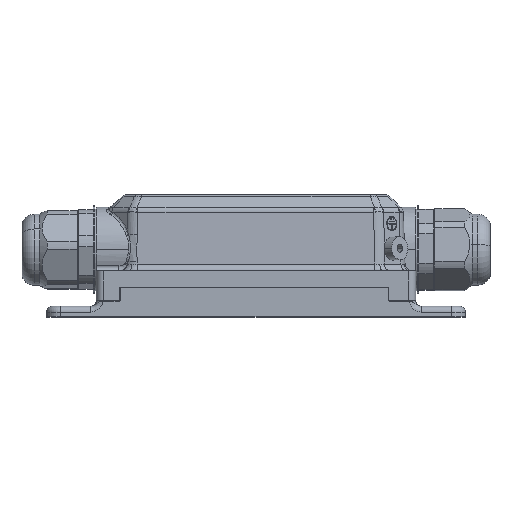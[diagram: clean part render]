
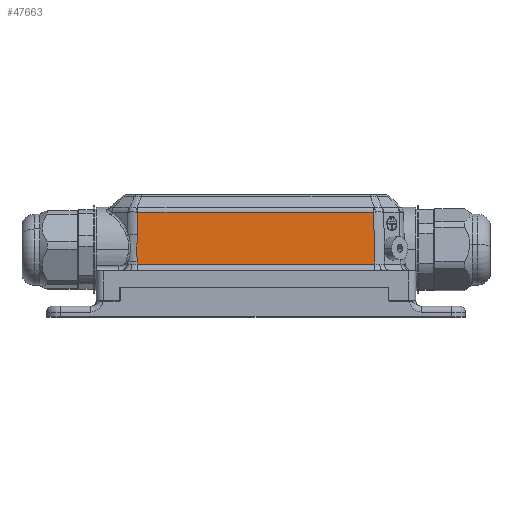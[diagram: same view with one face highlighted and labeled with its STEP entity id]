
A CAD part, top view. The second image highlights one B-rep face of the part: STEP entity #47663.
In plain terms, the highlighted planar face has unit normal (0, 0.035, 0.999).
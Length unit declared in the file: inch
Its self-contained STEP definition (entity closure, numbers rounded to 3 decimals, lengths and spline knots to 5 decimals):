
#142 = CARTESIAN_POINT ( 'NONE',  ( 1.65928, 1.47781, 1.25841 ) ) ;
#1464 = CARTESIAN_POINT ( 'NONE',  ( -1.66885, 1.16318, 1.26939 ) ) ;
#1469 = VERTEX_POINT ( 'NONE', #67237 ) ;
#3411 = CARTESIAN_POINT ( 'NONE',  ( -1.67654, 1.05054, 1.27333 ) ) ;
#3736 = CARTESIAN_POINT ( 'NONE',  ( -1.68172, 0.95396, 1.2767 ) ) ;
#4424 = EDGE_CURVE ( 'NONE', #1469, #22046, #12122, .T. ) ;
#8232 = CARTESIAN_POINT ( 'NONE',  ( -1.67629, 0.6488, 1.28736 ) ) ;
#8424 = VECTOR ( 'NONE', #20658, 39.37008 ) ;
#9275 = CARTESIAN_POINT ( 'NONE',  ( -1.66885, 1.16318, 1.26939 ) ) ;
#11652 = CARTESIAN_POINT ( 'NONE',  ( 1.66986, 0.74651, 1.28394 ) ) ;
#12122 = LINE ( 'NONE', #22656, #63901 ) ;
#13758 = LINE ( 'NONE', #45211, #46765 ) ;
#14231 = CARTESIAN_POINT ( 'NONE',  ( -1.67629, 0.6488, 1.28736 ) ) ;
#18790 = CARTESIAN_POINT ( 'NONE',  ( -1.67883, 0.88944, 1.27895 ) ) ;
#19852 = CARTESIAN_POINT ( 'NONE',  ( -1.67444, 0.77646, 1.2829 ) ) ;
#19971 = CARTESIAN_POINT ( 'NONE',  ( 1.67054, 0.69955, 1.28558 ) ) ;
#20658 = DIRECTION ( 'NONE',  ( -0.014, 0.999, -0.035 ) ) ;
#20903 = ORIENTED_EDGE ( 'NONE', *, *, #24767, .T. ) ;
#22046 = VERTEX_POINT ( 'NONE', #11652 ) ;
#22656 = CARTESIAN_POINT ( 'NONE',  ( 1.67125, 0.74651, 1.28394 ) ) ;
#24405 = CARTESIAN_POINT ( 'NONE',  ( -1.68127, 0.98618, 1.27557 ) ) ;
#24767 = EDGE_CURVE ( 'NONE', #62929, #67472, #41147, .T. ) ;
#25089 = CARTESIAN_POINT ( 'NONE',  ( -1.6799, 0.90558, 1.27839 ) ) ;
#29229 = CARTESIAN_POINT ( 'NONE',  ( -1.67444, 0.77646, 1.2829 ) ) ;
#29633 = DIRECTION ( 'NONE',  ( 0., -0.999, 0.035 ) ) ;
#29653 = CARTESIAN_POINT ( 'NONE',  ( -1.67202, 1.09879, 1.27164 ) ) ;
#30011 = DIRECTION ( 'NONE',  ( 0., 0.035, 0.999 ) ) ;
#30031 = CARTESIAN_POINT ( 'NONE',  ( -1.66931, 1.13096, 1.27052 ) ) ;
#32499 = EDGE_CURVE ( 'NONE', #34337, #1469, #62144, .T. ) ;
#33048 = ORIENTED_EDGE ( 'NONE', *, *, #69121, .T. ) ;
#33212 = CARTESIAN_POINT ( 'NONE',  ( -1.6643, 1.47781, 1.25841 ) ) ;
#34203 = FACE_OUTER_BOUND ( 'NONE', #58075, .T. ) ;
#34337 = VERTEX_POINT ( 'NONE', #29229 ) ;
#35151 = EDGE_CURVE ( 'NONE', #67472, #34337, #36714, .T. ) ;
#35364 = LINE ( 'NONE', #19971, #8424 ) ;
#35619 = DIRECTION ( 'NONE',  ( -0.014, -0.999, 0.035 ) ) ;
#35966 = DIRECTION ( 'NONE',  ( -0.014, -0.999, 0.035 ) ) ;
#36714 = B_SPLINE_CURVE_WITH_KNOTS ( 'NONE', 3,
 ( #9275, #30031, #29653, #3411, #51323, #51659, #24405, #3736, #51986, #25089, #18790, #45336, #46386, #19852 ),
 .UNSPECIFIED., .F., .F.,
 ( 4, 2, 2, 2, 2, 2, 4 ),
 ( 0., 0.00246, 0.00369, 0.00491, 0.00614, 0.00737, 0.00983 ),
 .UNSPECIFIED. ) ;
#38707 = VECTOR ( 'NONE', #35619, 39.37008 ) ;
#39732 = PLANE ( 'NONE',  #44136 ) ;
#41147 = LINE ( 'NONE', #8232, #44027 ) ;
#44027 = VECTOR ( 'NONE', #35966, 39.37008 ) ;
#44136 = AXIS2_PLACEMENT_3D ( 'NONE', #55836, #30011, #29633 ) ;
#45211 = CARTESIAN_POINT ( 'NONE',  ( -1.66373, 1.47781, 1.25841 ) ) ;
#45336 = CARTESIAN_POINT ( 'NONE',  ( -1.67572, 0.84103, 1.28064 ) ) ;
#46386 = CARTESIAN_POINT ( 'NONE',  ( -1.67397, 0.80877, 1.28177 ) ) ;
#46765 = VECTOR ( 'NONE', #57142, 39.37008 ) ;
#47663 = ADVANCED_FACE ( 'NONE', ( #34203 ), #39732, .T. ) ;
#48602 = ORIENTED_EDGE ( 'NONE', *, *, #4424, .T. ) ;
#49021 = ORIENTED_EDGE ( 'NONE', *, *, #32499, .T. ) ;
#51040 = EDGE_CURVE ( 'NONE', #56088, #62929, #13758, .T. ) ;
#51323 = CARTESIAN_POINT ( 'NONE',  ( -1.67808, 1.03446, 1.27389 ) ) ;
#51659 = CARTESIAN_POINT ( 'NONE',  ( -1.68046, 1.00228, 1.27501 ) ) ;
#51986 = CARTESIAN_POINT ( 'NONE',  ( -1.68136, 0.93784, 1.27726 ) ) ;
#55836 = CARTESIAN_POINT ( 'NONE',  ( -1.75906, 0.65, 1.28731 ) ) ;
#56088 = VERTEX_POINT ( 'NONE', #142 ) ;
#57142 = DIRECTION ( 'NONE',  ( -1., 0., 0. ) ) ;
#58075 = EDGE_LOOP ( 'NONE', ( #49021, #48602, #33048, #66843, #20903, #67360 ) ) ;
#59712 = DIRECTION ( 'NONE',  ( 1., 0., 0. ) ) ;
#62144 = LINE ( 'NONE', #14231, #38707 ) ;
#62929 = VERTEX_POINT ( 'NONE', #33212 ) ;
#63901 = VECTOR ( 'NONE', #59712, 39.37008 ) ;
#66843 = ORIENTED_EDGE ( 'NONE', *, *, #51040, .T. ) ;
#67237 = CARTESIAN_POINT ( 'NONE',  ( -1.67487, 0.74651, 1.28394 ) ) ;
#67360 = ORIENTED_EDGE ( 'NONE', *, *, #35151, .T. ) ;
#67472 = VERTEX_POINT ( 'NONE', #1464 ) ;
#69121 = EDGE_CURVE ( 'NONE', #22046, #56088, #35364, .T. ) ;
